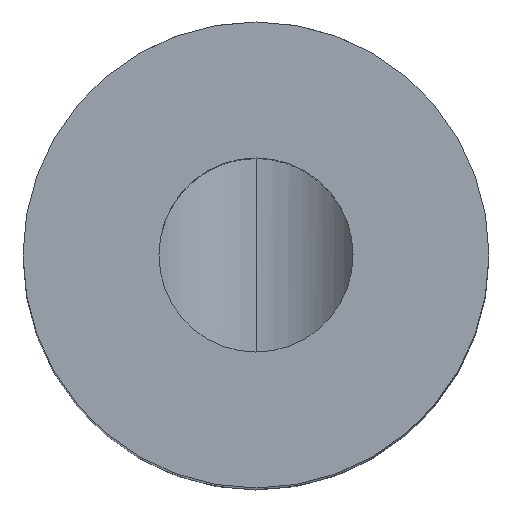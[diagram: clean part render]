
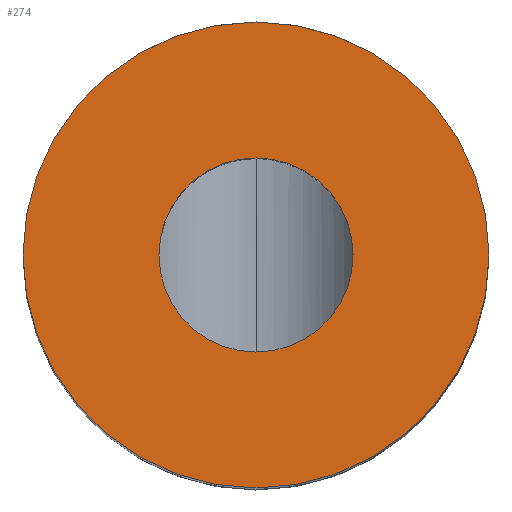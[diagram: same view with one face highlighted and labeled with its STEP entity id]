
A CAD part, top view. The second image highlights one B-rep face of the part: STEP entity #274.
In plain terms, the highlighted planar face has unit normal (0, 0, 1).
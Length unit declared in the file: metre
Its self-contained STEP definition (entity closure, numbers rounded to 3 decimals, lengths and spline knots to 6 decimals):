
#10 = DIRECTION ( 'NONE',  ( 1., 0., 0. ) ) ;
#17 = FACE_BOUND ( 'NONE', #106, .T. ) ;
#22 = CIRCLE ( 'NONE', #400, 0.003 ) ;
#27 = CARTESIAN_POINT ( 'NONE',  ( 0., 0., 0.0074 ) ) ;
#40 = EDGE_CURVE ( 'NONE', #258, #163, #269, .T. ) ;
#48 = CARTESIAN_POINT ( 'NONE',  ( 0., 0., 0.0074 ) ) ;
#50 = CIRCLE ( 'NONE', #374, 0.00125 ) ;
#58 = EDGE_LOOP ( 'NONE', ( #409, #395 ) ) ;
#93 = DIRECTION ( 'NONE',  ( 1., 0., 0. ) ) ;
#95 = PLANE ( 'NONE',  #104 ) ;
#101 = CARTESIAN_POINT ( 'NONE',  ( -0.003, 0., 0.0074 ) ) ;
#104 = AXIS2_PLACEMENT_3D ( 'NONE', #385, #240, #171 ) ;
#106 = EDGE_LOOP ( 'NONE', ( #347, #198 ) ) ;
#127 = DIRECTION ( 'NONE',  ( 0., 0., 1. ) ) ;
#135 = CARTESIAN_POINT ( 'NONE',  ( -0.00125, 0., 0.0074 ) ) ;
#144 = AXIS2_PLACEMENT_3D ( 'NONE', #48, #418, #93 ) ;
#163 = VERTEX_POINT ( 'NONE', #135 ) ;
#171 = DIRECTION ( 'NONE',  ( 1., 0., 0. ) ) ;
#189 = AXIS2_PLACEMENT_3D ( 'NONE', #317, #430, #429 ) ;
#198 = ORIENTED_EDGE ( 'NONE', *, *, #215, .F. ) ;
#204 = CARTESIAN_POINT ( 'NONE',  ( 0.00125, 0., 0.0074 ) ) ;
#210 = FACE_OUTER_BOUND ( 'NONE', #58, .T. ) ;
#215 = EDGE_CURVE ( 'NONE', #163, #258, #50, .T. ) ;
#240 = DIRECTION ( 'NONE',  ( 0., 0., 1. ) ) ;
#252 = CARTESIAN_POINT ( 'NONE',  ( 0., 0., 0.0074 ) ) ;
#253 = DIRECTION ( 'NONE',  ( 0., 0., 1. ) ) ;
#258 = VERTEX_POINT ( 'NONE', #204 ) ;
#269 = CIRCLE ( 'NONE', #144, 0.00125 ) ;
#270 = VERTEX_POINT ( 'NONE', #101 ) ;
#274 = ADVANCED_FACE ( 'NONE', ( #17, #210 ), #95, .T. ) ;
#317 = CARTESIAN_POINT ( 'NONE',  ( 0., 0., 0.0074 ) ) ;
#338 = CIRCLE ( 'NONE', #189, 0.003 ) ;
#339 = CARTESIAN_POINT ( 'NONE',  ( 0.003, 0., 0.0074 ) ) ;
#347 = ORIENTED_EDGE ( 'NONE', *, *, #40, .F. ) ;
#374 = AXIS2_PLACEMENT_3D ( 'NONE', #27, #127, #462 ) ;
#385 = CARTESIAN_POINT ( 'NONE',  ( 0., 0., 0.0074 ) ) ;
#395 = ORIENTED_EDGE ( 'NONE', *, *, #420, .T. ) ;
#400 = AXIS2_PLACEMENT_3D ( 'NONE', #252, #253, #10 ) ;
#402 = EDGE_CURVE ( 'NONE', #270, #461, #338, .T. ) ;
#409 = ORIENTED_EDGE ( 'NONE', *, *, #402, .T. ) ;
#418 = DIRECTION ( 'NONE',  ( 0., 0., 1. ) ) ;
#420 = EDGE_CURVE ( 'NONE', #461, #270, #22, .T. ) ;
#429 = DIRECTION ( 'NONE',  ( 1., 0., 0. ) ) ;
#430 = DIRECTION ( 'NONE',  ( 0., 0., 1. ) ) ;
#461 = VERTEX_POINT ( 'NONE', #339 ) ;
#462 = DIRECTION ( 'NONE',  ( 1., 0., 0. ) ) ;
